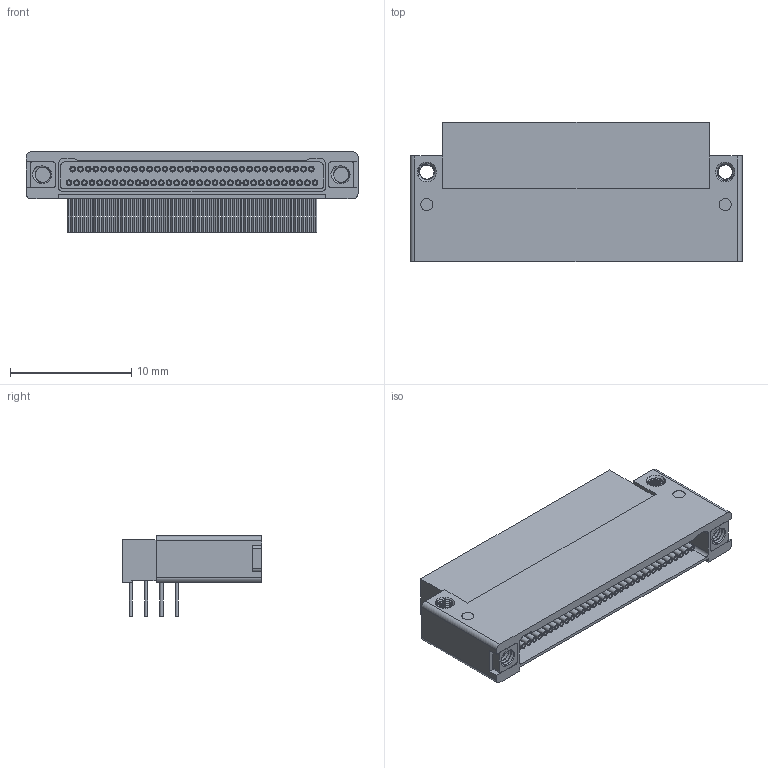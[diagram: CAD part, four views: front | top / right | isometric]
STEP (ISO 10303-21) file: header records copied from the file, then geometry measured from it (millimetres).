
FILE_DESCRIPTION((''),'2;1');
FILE_NAME('65P-F','2025-03-08T',('gongcheng6'),(''),'PRO/ENGINEER BY PARAMETRIC TECHNOLOGY CORPORATION, 2010280','PRO/ENGINEER BY PARAMETRIC TECHNOLOGY CORPORATION, 2010280','');
FILE_SCHEMA(('CONFIG_CONTROL_DESIGN'));
Length unit declared in the file: millimetre
Products named in the file (1): 65P-F
Bounding box: 27.41 x 11.54 x 6.64 mm (x, y, z)
Volume: 899.7 mm3; surface area: 1703.1 mm2
Topology: 1 solids, 1 shells, 842 faces, 2055 edges, 1424 vertices
Faces by surface type: cylinder 559, plane 263, cone 12, bspline 8
Entity records: 42739 total; most frequent: CARTESIAN_POINT 22157, DIRECTION 4493, ORIENTED_EDGE 4110, EDGE_CURVE 2055, AXIS2_PLACEMENT_3D 1888, VERTEX_POINT 1424, EDGE_LOOP 1055, CIRCLE 1054
